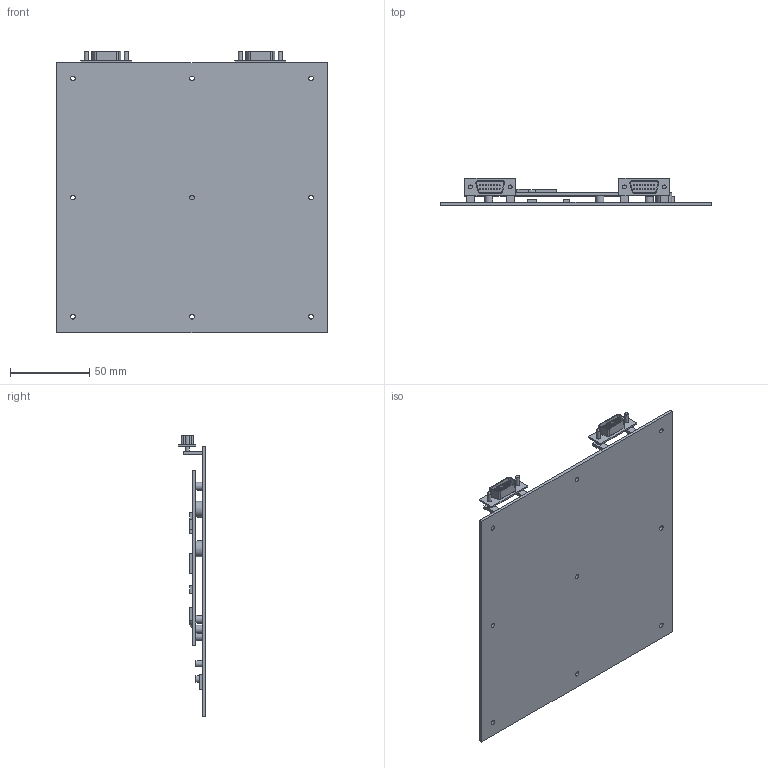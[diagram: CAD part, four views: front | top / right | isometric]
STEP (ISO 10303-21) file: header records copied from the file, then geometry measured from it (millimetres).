
FILE_DESCRIPTION(/* description */ (''),/* implementation_level */ '2;1');
FILE_NAME(/* name */ 'Board.stp',/* time_stamp */ '2021-04-25T21:41:48+05:00',/* author */ ('Ramana Bharathi'),/* organization */ (''),/* preprocessor_version */ 'ST-DEVELOPER v16.13',/* originating_system */ 'Autodesk Inventor 2018',/* authorisation */ '');
FILE_SCHEMA (('AUTOMOTIVE_DESIGN { 1 0 10303 214 3 1 1 }'));
Length unit declared in the file: millimetre
Products named in the file (1): Board
Bounding box: 170 x 17 x 177 mm (x, y, z)
Volume: 84225.2 mm3; surface area: 87299.4 mm2
Topology: 1 solids, 1 shells, 222 faces, 471 edges, 317 vertices
Faces by surface type: plane 144, cylinder 77, bspline 1
Full cylindrical faces by diameter (mm): 0.5 x32, 2.5 x8, 3 x9, 4 x2, 5 x8, 10 x2
Entity records: 5969 total; most frequent: CARTESIAN_POINT 1194, DIRECTION 1000, ORIENTED_EDGE 802, EDGE_CURVE 401, AXIS2_PLACEMENT_3D 378, EDGE_LOOP 377, VERTEX_POINT 308, LINE 244
